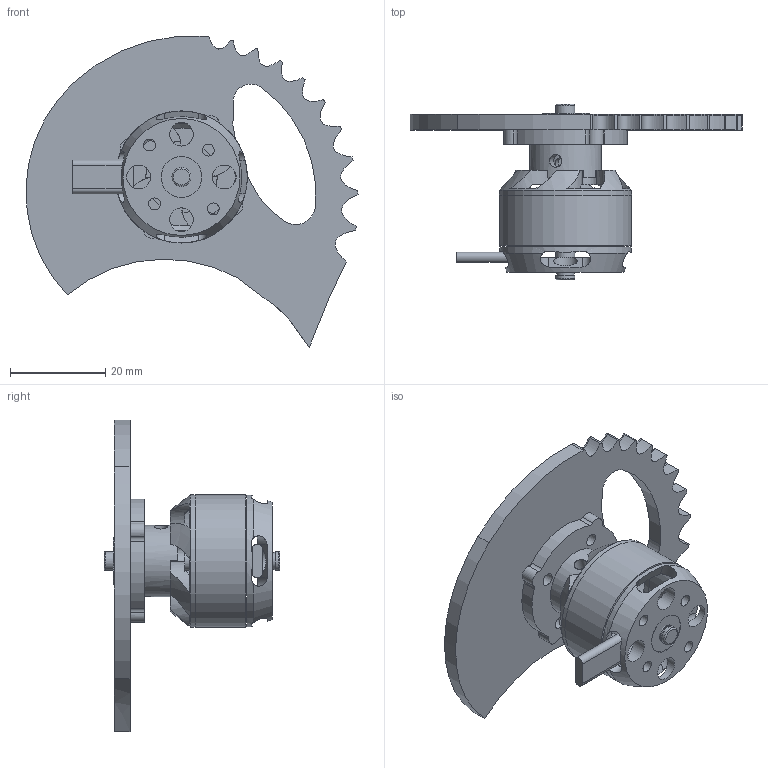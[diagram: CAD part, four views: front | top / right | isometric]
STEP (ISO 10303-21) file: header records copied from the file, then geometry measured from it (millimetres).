
FILE_DESCRIPTION(/* description */ (''),/* implementation_level */ '2;1');
FILE_NAME(/* name */ 'WeaponAssembly.iam.step',/* time_stamp */ '2024-02-27T11:33:42-06:00',/* author */ ('smz3rm'),/* organization */ (''),/* preprocessor_version */ 'ST-DEVELOPER v18',/* originating_system */ 'Autodesk Inventor 2020',/* authorisation */ '');
FILE_SCHEMA (('AUTOMOTIVE_DESIGN { 1 0 10303 214 3 1 1 }'));
Length unit declared in the file: millimetre
Products named in the file (4): WeaponAssembly; BladeHubV1; WeaponMotorV1; WeaponV2
Assembly tree (3 placements, depth 2):
  WeaponAssembly
    BladeHubV1
    WeaponMotorV1
    WeaponV2
Bounding box: 69.84 x 37 x 65.51 mm (x, y, z)
Volume: 16054.8 mm3; surface area: 14827.8 mm2
Topology: 7 solids, 7 shells, 271 faces, 880 edges, 603 vertices
Faces by surface type: cylinder 168, plane 67, bspline 22, cone 12, torus 2
Full cylindrical faces by diameter (mm): 1.118 x3, 2.286 x1, 2.4 x3, 2.5 x4, 2.705 x5, 3.6 x1, 4 x3, 5 x4, 8.56 x1, 8.93 x1, 8.94 x1, 10.02 x1, 15 x1, 22.606 x2, 27.7 x1, 27.8 x2
Entity records: 10780 total; most frequent: CARTESIAN_POINT 2412, DIRECTION 1792, ORIENTED_EDGE 1760, EDGE_CURVE 880, AXIS2_PLACEMENT_3D 747, VERTEX_POINT 603, CIRCLE 446, EDGE_LOOP 325
